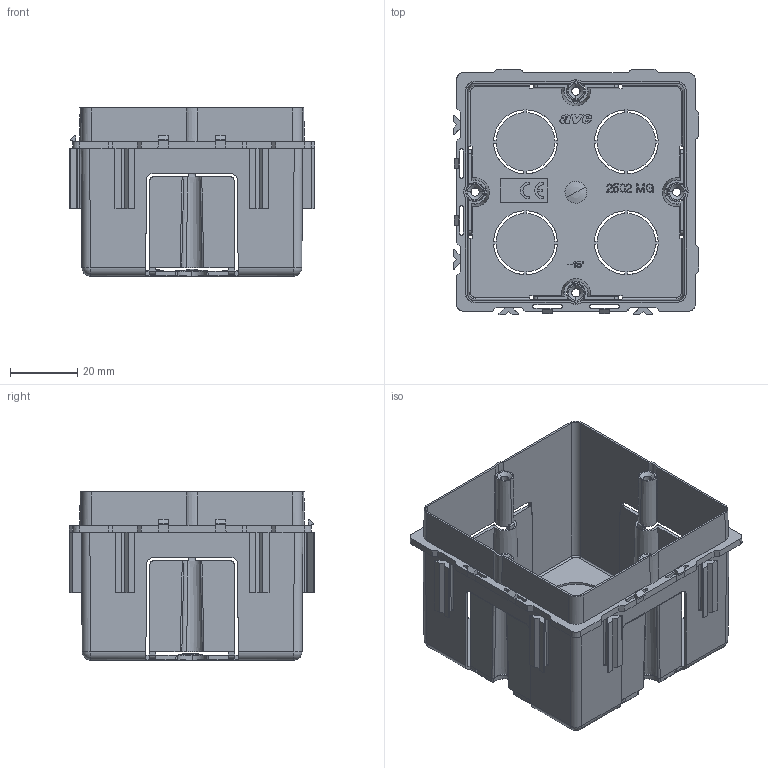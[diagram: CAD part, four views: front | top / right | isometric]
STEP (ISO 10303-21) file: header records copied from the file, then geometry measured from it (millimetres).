
FILE_DESCRIPTION(('CATIA V5 STEP Exchange'),'2;1');
FILE_NAME('DR6915rev01.stp','2025-06-27T08:08:16+00:00',('none'),('none'),'CATIA Version 5-6 Release 2016 SP6','CATIA V5 STEP AP203','none');
FILE_SCHEMA(('CONFIG_CONTROL_DESIGN'));
Products named in the file (1): DR6915
Bounding box: 73.05 x 73.05 x 50 mm (x, y, z)
Volume: 19280.3 mm3; surface area: 40296.3 mm2
Topology: 1 solids, 1 shells, 1609 faces, 4616 edges, 3051 vertices
Faces by surface type: plane 1309, cylinder 132, cone 112, bspline 28, extrusion 18, sphere 6, torus 4
Entity records: 53054 total; most frequent: CARTESIAN_POINT 13858, ORIENTED_EDGE 9220, DIRECTION 6263, EDGE_CURVE 4610, VECTOR 3456, LINE 3438, VERTEX_POINT 3051, EDGE_LOOP 1729
